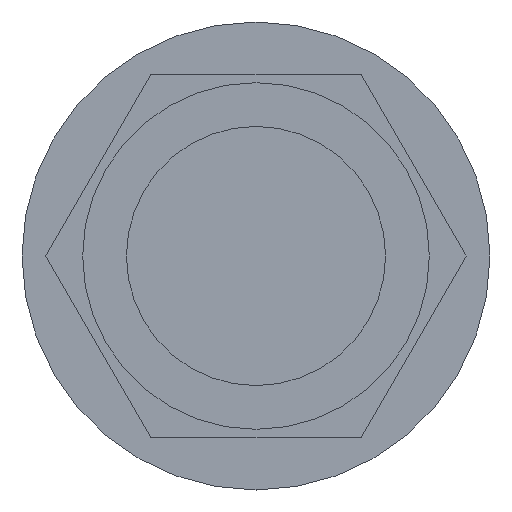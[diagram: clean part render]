
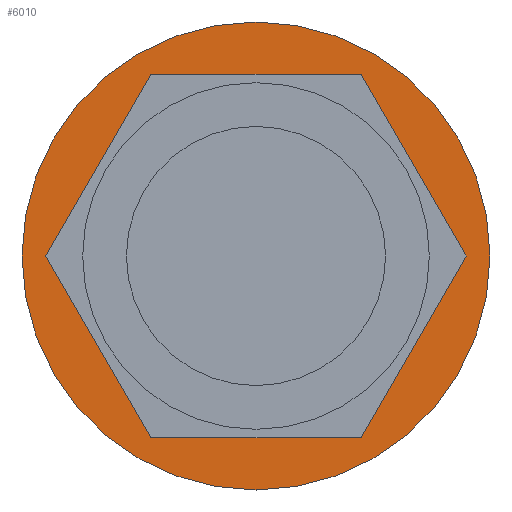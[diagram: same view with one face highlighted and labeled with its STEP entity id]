
A CAD part, left-side view. The second image highlights one B-rep face of the part: STEP entity #6010.
In plain terms, the highlighted face is planar.
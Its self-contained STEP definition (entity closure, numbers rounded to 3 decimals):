
#210=CARTESIAN_POINT('',(-14669.513,2314.68,
0.));
#220=VERTEX_POINT('',#210);
#250=CARTESIAN_POINT('',(-14669.513,2328.18,
0.));
#260=DIRECTION('',(1.,0.,0.));
#270=DIRECTION('',(0.,-1.,0.));
#280=AXIS2_PLACEMENT_3D('',#250,#260,#270);
#290=CIRCLE('',#280,13.5);
#300=CARTESIAN_POINT('',(-14669.513,2341.68,
0.));
#310=VERTEX_POINT('',#300);
#320=EDGE_CURVE('',#220,#310,#290,.T.);
#5410=CARTESIAN_POINT('',(-14669.513,6525.276,
-4197.096));
#5420=DIRECTION('',(1.,0.,0.));
#5430=DIRECTION('',(0.,-1.,0.));
#5440=AXIS2_PLACEMENT_3D('',#5410,#5420,#5430);
#5450=PLANE('',#5440);
#5460=EDGE_CURVE('',#310,#220,#290,.T.);
#5470=ORIENTED_EDGE('',*,*,#5460,.T.);
#5480=ORIENTED_EDGE('',*,*,#320,.T.);
#5490=EDGE_LOOP('',(#5480,#5470));
#5500=FACE_OUTER_BOUND('',#5490,.T.);
#5510=CARTESIAN_POINT('',(-14669.513,2316.055,0.));
#5520=DIRECTION('',(0.,0.5,0.866));
#5530=VECTOR('',#5520,1.);
#5540=LINE('',#5510,#5530);
#5550=CARTESIAN_POINT('',(-14669.513,2316.055,
0.));
#5560=VERTEX_POINT('',#5550);
#5570=CARTESIAN_POINT('',(-14669.513,2322.118,10.5));
#5580=VERTEX_POINT('',#5570);
#5590=EDGE_CURVE('',#5560,#5580,#5540,.T.);
#5600=ORIENTED_EDGE('',*,*,#5590,.T.);
#5610=CARTESIAN_POINT('',(-14669.513,2322.118,-10.5));
#5620=DIRECTION('',(0.,-0.5,0.866));
#5630=VECTOR('',#5620,1.);
#5640=LINE('',#5610,#5630);
#5650=CARTESIAN_POINT('',(-14669.513,2322.118,-10.5));
#5660=VERTEX_POINT('',#5650);
#5670=EDGE_CURVE('',#5660,#5560,#5640,.T.);
#5680=ORIENTED_EDGE('',*,*,#5670,.T.);
#5690=CARTESIAN_POINT('',(-14669.513,2334.242,-10.5));
#5700=DIRECTION('',(0.,-1.,0.));
#5710=VECTOR('',#5700,1.);
#5720=LINE('',#5690,#5710);
#5730=CARTESIAN_POINT('',(-14669.513,2334.242,
-10.5));
#5740=VERTEX_POINT('',#5730);
#5750=EDGE_CURVE('',#5740,#5660,#5720,.T.);
#5760=ORIENTED_EDGE('',*,*,#5750,.T.);
#5770=CARTESIAN_POINT('',(-14669.513,2340.304,0.));
#5780=DIRECTION('',(0.,-0.5,-0.866));
#5790=VECTOR('',#5780,1.);
#5800=LINE('',#5770,#5790);
#5810=CARTESIAN_POINT('',(-14669.513,2340.304,
0.));
#5820=VERTEX_POINT('',#5810);
#5830=EDGE_CURVE('',#5820,#5740,#5800,.T.);
#5840=ORIENTED_EDGE('',*,*,#5830,.T.);
#5850=CARTESIAN_POINT('',(-14669.513,2334.242,10.5));
#5860=DIRECTION('',(0.,0.5,-0.866));
#5870=VECTOR('',#5860,1.);
#5880=LINE('',#5850,#5870);
#5890=CARTESIAN_POINT('',(-14669.513,2334.242,10.5));
#5900=VERTEX_POINT('',#5890);
#5910=EDGE_CURVE('',#5900,#5820,#5880,.T.);
#5920=ORIENTED_EDGE('',*,*,#5910,.T.);
#5930=CARTESIAN_POINT('',(-14669.513,2322.118,10.5));
#5940=DIRECTION('',(0.,1.,0.));
#5950=VECTOR('',#5940,1.);
#5960=LINE('',#5930,#5950);
#5970=EDGE_CURVE('',#5580,#5900,#5960,.T.);
#5980=ORIENTED_EDGE('',*,*,#5970,.T.);
#5990=EDGE_LOOP('',(#5980,#5920,#5840,#5760,#5680,#5600));
#6000=FACE_BOUND('',#5990,.T.);
#6010=ADVANCED_FACE('',(#5500,#6000),#5450,.T.);
